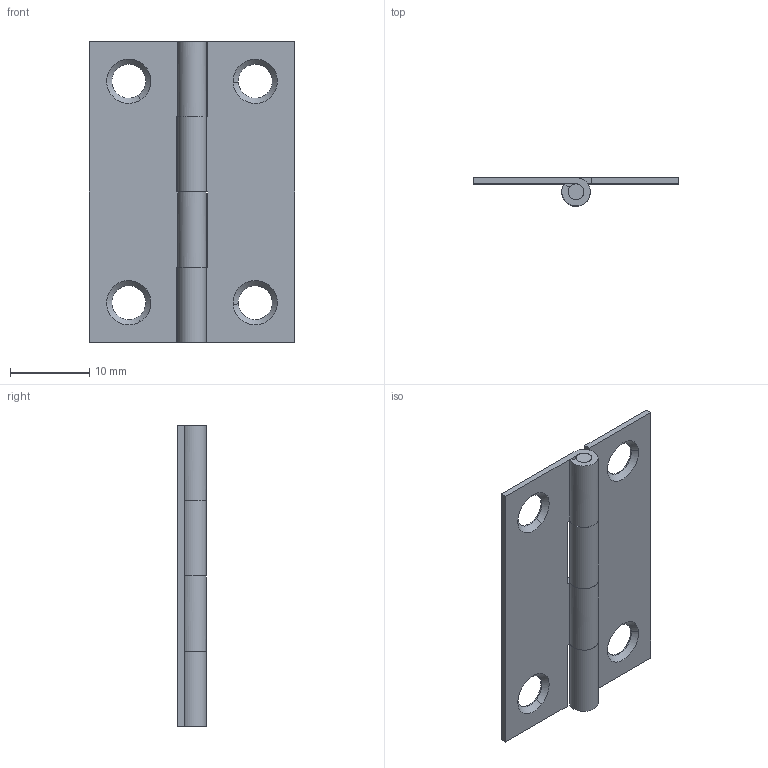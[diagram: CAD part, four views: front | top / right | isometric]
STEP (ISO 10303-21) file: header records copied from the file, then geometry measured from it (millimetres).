
FILE_DESCRIPTION((''),'2;1');
FILE_NAME('','2005-04-20T11:02:56',(''),(''),'','CADfix','');
FILE_SCHEMA(('AUTOMOTIVE_DESIGN'));
Length unit declared in the file: millimetre
Products named in the file (4): shaft; hinge piece_B; hinge piece_A; TH_TM_86SUS_26294_36
Assembly tree (3 placements, depth 2):
  TH_TM_86SUS_26294_36
    shaft
    hinge piece_B
    hinge piece_A
Bounding box: 26 x 3.6 x 38 mm (x, y, z)
Volume: 1014.4 mm3; surface area: 2755.4 mm2
Topology: 3 solids, 3 shells, 52 faces, 167 edges, 121 vertices
Faces by surface type: bspline 52
Entity records: 2151 total; most frequent: CARTESIAN_POINT 1135, ORIENTED_EDGE 334, EDGE_CURVE 167, VERTEX_POINT 121, QUASI_UNIFORM_CURVE 89, EDGE_LOOP 60, FACE_OUTER_BOUND 52, ADVANCED_FACE 52
